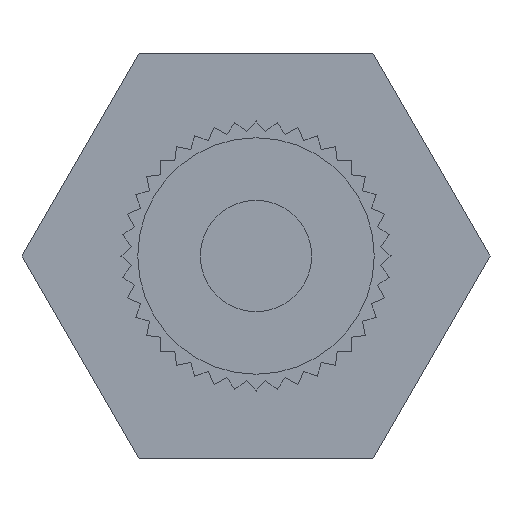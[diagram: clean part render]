
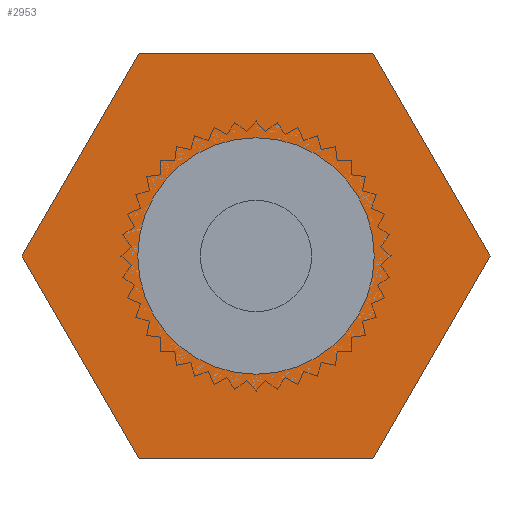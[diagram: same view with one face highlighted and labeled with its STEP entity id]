
A CAD part, front view. The second image highlights one B-rep face of the part: STEP entity #2953.
In plain terms, the highlighted planar face has unit normal (0, -1, 0).
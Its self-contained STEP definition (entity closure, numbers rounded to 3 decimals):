
#92=FACE_BOUND('',#370,.T.);
#105=PLANE('',#3160);
#206=FACE_OUTER_BOUND('',#369,.T.);
#369=EDGE_LOOP('',(#2084,#2085,#2086,#2087,#2088,#2089));
#370=EDGE_LOOP('',(#2090));
#530=LINE('',#4369,#852);
#534=LINE('',#4377,#856);
#537=LINE('',#4383,#859);
#540=LINE('',#4389,#862);
#543=LINE('',#4395,#865);
#546=LINE('',#4400,#868);
#852=VECTOR('',#3463,1000.);
#856=VECTOR('',#3469,1000.);
#859=VECTOR('',#3474,1000.);
#862=VECTOR('',#3479,1000.);
#865=VECTOR('',#3484,1000.);
#868=VECTOR('',#3489,1000.);
#1172=CIRCLE('',#3146,3.5);
#1297=VERTEX_POINT('',#4351);
#1302=VERTEX_POINT('',#4367);
#1303=VERTEX_POINT('',#4368);
#1306=VERTEX_POINT('',#4376);
#1308=VERTEX_POINT('',#4382);
#1310=VERTEX_POINT('',#4388);
#1312=VERTEX_POINT('',#4394);
#1596=EDGE_CURVE('',#1297,#1297,#1172,.T.);
#1603=EDGE_CURVE('',#1302,#1303,#530,.T.);
#1607=EDGE_CURVE('',#1303,#1306,#534,.T.);
#1610=EDGE_CURVE('',#1306,#1308,#537,.T.);
#1613=EDGE_CURVE('',#1308,#1310,#540,.T.);
#1616=EDGE_CURVE('',#1310,#1312,#543,.T.);
#1619=EDGE_CURVE('',#1312,#1302,#546,.T.);
#2084=ORIENTED_EDGE('',*,*,#1603,.F.);
#2085=ORIENTED_EDGE('',*,*,#1619,.F.);
#2086=ORIENTED_EDGE('',*,*,#1616,.F.);
#2087=ORIENTED_EDGE('',*,*,#1613,.F.);
#2088=ORIENTED_EDGE('',*,*,#1610,.F.);
#2089=ORIENTED_EDGE('',*,*,#1607,.F.);
#2090=ORIENTED_EDGE('',*,*,#1596,.F.);
#2953=ADVANCED_FACE('',(#206,#92),#105,.F.);
#3146=AXIS2_PLACEMENT_3D('',#4353,#3445,#3446);
#3160=AXIS2_PLACEMENT_3D('',#4403,#3493,#3494);
#3445=DIRECTION('center_axis',(0.,-1.,0.));
#3446=DIRECTION('ref_axis',(0.,0.,-1.));
#3463=DIRECTION('',(0.5,0.,-0.866));
#3469=DIRECTION('',(-0.5,0.,-0.866));
#3474=DIRECTION('',(-1.,0.,0.));
#3479=DIRECTION('',(-0.5,0.,0.866));
#3484=DIRECTION('',(0.5,0.,0.866));
#3489=DIRECTION('',(1.,0.,0.));
#3493=DIRECTION('center_axis',(0.,1.,0.));
#3494=DIRECTION('ref_axis',(0.,0.,1.));
#4351=CARTESIAN_POINT('',(0.,-12.5,3.5));
#4353=CARTESIAN_POINT('Origin',(0.,-12.5,0.));
#4367=CARTESIAN_POINT('',(3.464,-12.5,6.));
#4368=CARTESIAN_POINT('',(6.928,-12.5,0.));
#4369=CARTESIAN_POINT('',(3.464,-12.5,6.));
#4376=CARTESIAN_POINT('',(3.464,-12.5,-6.));
#4377=CARTESIAN_POINT('',(6.928,-12.5,0.));
#4382=CARTESIAN_POINT('',(-3.464,-12.5,-6.));
#4383=CARTESIAN_POINT('',(3.464,-12.5,-6.));
#4388=CARTESIAN_POINT('',(-6.928,-12.5,0.));
#4389=CARTESIAN_POINT('',(-3.464,-12.5,-6.));
#4394=CARTESIAN_POINT('',(-3.464,-12.5,6.));
#4395=CARTESIAN_POINT('',(-6.928,-12.5,0.));
#4400=CARTESIAN_POINT('',(-3.464,-12.5,6.));
#4403=CARTESIAN_POINT('Origin',(0.,-12.5,0.));
